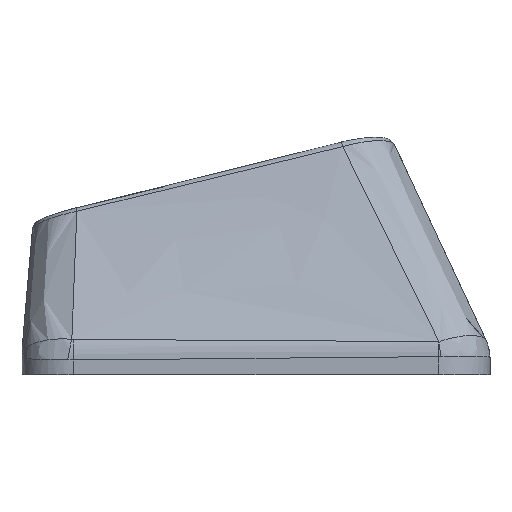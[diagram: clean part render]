
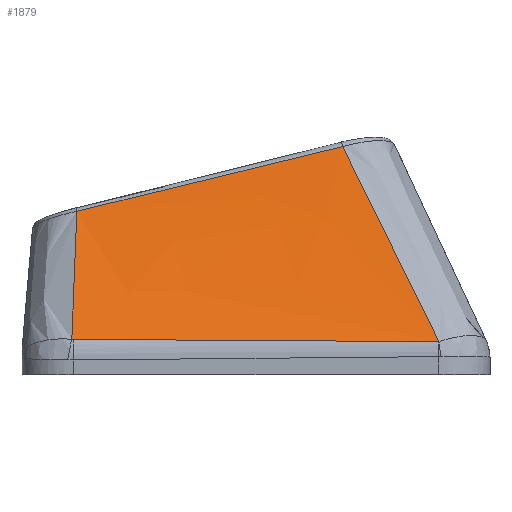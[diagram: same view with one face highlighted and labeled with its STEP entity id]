
A CAD part, left-side view. The second image highlights one B-rep face of the part: STEP entity #1879.
In plain terms, the highlighted free-form (B-spline) face has degree [3, 3] with [4, 4] control points.
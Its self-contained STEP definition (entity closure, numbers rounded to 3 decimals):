
#240=FACE_OUTER_BOUND('',#333,.T.);
#333=EDGE_LOOP('',(#1462,#1463,#1464,#1465,#1466,#1467));
#532=B_SPLINE_CURVE_WITH_KNOTS('',3,(#3947,#3948,#3949,#3950),
 .UNSPECIFIED.,.F.,.F.,(4,4),(0.,0.002),
 .UNSPECIFIED.);
#534=B_SPLINE_CURVE_WITH_KNOTS('',3,(#3974,#3975,#3976,#3977),
 .UNSPECIFIED.,.F.,.F.,(4,4),(0.,1.416),.UNSPECIFIED.);
#536=B_SPLINE_CURVE_WITH_KNOTS('',3,(#4001,#4002,#4003,#4004),
 .UNSPECIFIED.,.F.,.F.,(4,4),(0.,0.006),
 .UNSPECIFIED.);
#551=B_SPLINE_CURVE_WITH_KNOTS('',3,(#4286,#4287,#4288,#4289),
 .UNSPECIFIED.,.F.,.F.,(4,4),(0.026,0.928),
 .UNSPECIFIED.);
#552=B_SPLINE_CURVE_WITH_KNOTS('',3,(#4291,#4292,#4293,#4294),
 .UNSPECIFIED.,.F.,.F.,(4,4),(-1.061,0.),
 .UNSPECIFIED.);
#553=B_SPLINE_CURVE_WITH_KNOTS('',3,(#4295,#4296,#4297,#4298),
 .UNSPECIFIED.,.F.,.F.,(4,4),(-0.608,-0.02),
 .UNSPECIFIED.);
#753=VERTEX_POINT('',#3909);
#755=VERTEX_POINT('',#3940);
#757=VERTEX_POINT('',#3967);
#759=VERTEX_POINT('',#3994);
#775=VERTEX_POINT('',#4285);
#776=VERTEX_POINT('',#4290);
#1003=EDGE_CURVE('',#753,#755,#532,.T.);
#1006=EDGE_CURVE('',#755,#757,#534,.T.);
#1009=EDGE_CURVE('',#757,#759,#536,.T.);
#1033=EDGE_CURVE('',#775,#753,#551,.T.);
#1034=EDGE_CURVE('',#776,#775,#552,.T.);
#1035=EDGE_CURVE('',#759,#776,#553,.T.);
#1462=ORIENTED_EDGE('',*,*,#1009,.F.);
#1463=ORIENTED_EDGE('',*,*,#1006,.F.);
#1464=ORIENTED_EDGE('',*,*,#1003,.F.);
#1465=ORIENTED_EDGE('',*,*,#1033,.F.);
#1466=ORIENTED_EDGE('',*,*,#1034,.F.);
#1467=ORIENTED_EDGE('',*,*,#1035,.F.);
#1819=B_SPLINE_SURFACE_WITH_KNOTS('',3,3,((#4269,#4270,#4271,#4272),(#4273,
#4274,#4275,#4276),(#4277,#4278,#4279,#4280),(#4281,#4282,#4283,#4284)),
 .UNSPECIFIED.,.F.,.F.,.F.,(4,4),(4,4),(0.102,0.893),
(0.028,0.966),.UNSPECIFIED.);
#1879=ADVANCED_FACE('',(#240),#1819,.T.);
#3909=CARTESIAN_POINT('',(-16.107,-7.099,0.279));
#3940=CARTESIAN_POINT('',(-16.107,-7.077,0.278));
#3947=CARTESIAN_POINT('Ctrl Pts',(-16.107,-7.099,0.279));
#3948=CARTESIAN_POINT('Ctrl Pts',(-16.107,-7.092,0.278));
#3949=CARTESIAN_POINT('Ctrl Pts',(-16.107,-7.084,0.278));
#3950=CARTESIAN_POINT('Ctrl Pts',(-16.107,-7.077,0.278));
#3967=CARTESIAN_POINT('',(-15.993,7.091,0.367));
#3974=CARTESIAN_POINT('Ctrl Pts',(-16.107,-7.077,0.278));
#3975=CARTESIAN_POINT('Ctrl Pts',(-16.084,-2.355,0.302));
#3976=CARTESIAN_POINT('Ctrl Pts',(-16.054,2.367,0.331));
#3977=CARTESIAN_POINT('Ctrl Pts',(-15.993,7.091,0.367));
#3994=CARTESIAN_POINT('',(-15.989,7.148,0.372));
#4001=CARTESIAN_POINT('Ctrl Pts',(-15.993,7.091,0.367));
#4002=CARTESIAN_POINT('Ctrl Pts',(-15.992,7.11,0.367));
#4003=CARTESIAN_POINT('Ctrl Pts',(-15.991,7.129,0.369));
#4004=CARTESIAN_POINT('Ctrl Pts',(-15.989,7.148,0.372));
#4269=CARTESIAN_POINT('Ctrl Pts',(-12.874,-3.779,7.948));
#4270=CARTESIAN_POINT('Ctrl Pts',(-13.952,-4.886,5.392));
#4271=CARTESIAN_POINT('Ctrl Pts',(-15.029,-5.993,2.835));
#4272=CARTESIAN_POINT('Ctrl Pts',(-16.107,-7.1,0.278));
#4273=CARTESIAN_POINT('Ctrl Pts',(-12.874,-0.128,7.064));
#4274=CARTESIAN_POINT('Ctrl Pts',(-13.952,-0.869,
4.792));
#4275=CARTESIAN_POINT('Ctrl Pts',(-15.029,-1.61,2.52));
#4276=CARTESIAN_POINT('Ctrl Pts',(-16.107,-2.351,0.247));
#4277=CARTESIAN_POINT('Ctrl Pts',(-12.874,3.523,6.18));
#4278=CARTESIAN_POINT('Ctrl Pts',(-13.952,3.148,4.192));
#4279=CARTESIAN_POINT('Ctrl Pts',(-15.029,2.773,2.204));
#4280=CARTESIAN_POINT('Ctrl Pts',(-16.107,2.398,0.216));
#4281=CARTESIAN_POINT('Ctrl Pts',(-12.874,7.173,5.296));
#4282=CARTESIAN_POINT('Ctrl Pts',(-13.952,7.165,3.593));
#4283=CARTESIAN_POINT('Ctrl Pts',(-15.029,7.156,1.889));
#4284=CARTESIAN_POINT('Ctrl Pts',(-16.107,7.147,0.185));
#4285=CARTESIAN_POINT('',(-12.874,-3.36,7.847));
#4286=CARTESIAN_POINT('Ctrl Pts',(-12.874,-3.36,7.847));
#4287=CARTESIAN_POINT('Ctrl Pts',(-13.966,-4.617,5.333));
#4288=CARTESIAN_POINT('Ctrl Pts',(-15.04,-5.861,2.809));
#4289=CARTESIAN_POINT('Ctrl Pts',(-16.107,-7.099,0.279));
#4290=CARTESIAN_POINT('',(-12.883,6.951,5.337));
#4291=CARTESIAN_POINT('Ctrl Pts',(-12.883,6.951,5.337));
#4292=CARTESIAN_POINT('Ctrl Pts',(-12.882,3.513,6.168));
#4293=CARTESIAN_POINT('Ctrl Pts',(-12.878,0.076,
7.006));
#4294=CARTESIAN_POINT('Ctrl Pts',(-12.874,-3.36,7.847));
#4295=CARTESIAN_POINT('Ctrl Pts',(-15.989,7.148,0.372));
#4296=CARTESIAN_POINT('Ctrl Pts',(-14.945,7.067,2.024));
#4297=CARTESIAN_POINT('Ctrl Pts',(-13.91,6.998,3.679));
#4298=CARTESIAN_POINT('Ctrl Pts',(-12.883,6.951,5.337));
